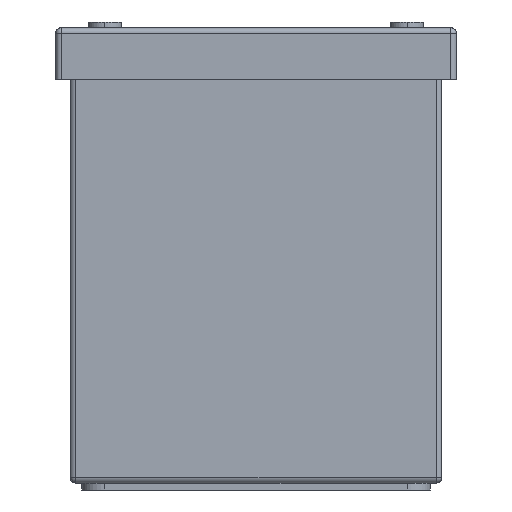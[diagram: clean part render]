
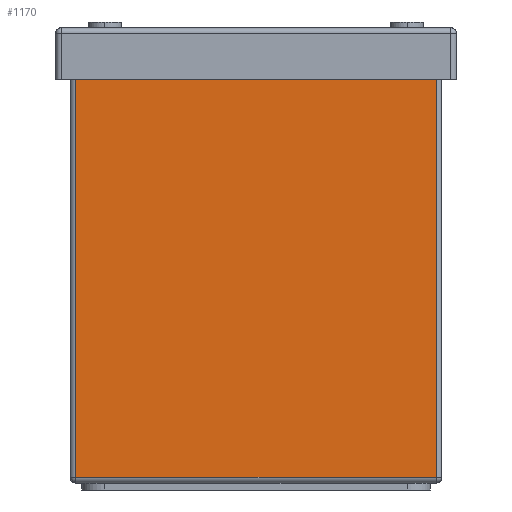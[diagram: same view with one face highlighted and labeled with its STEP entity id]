
A CAD part, left-side view. The second image highlights one B-rep face of the part: STEP entity #1170.
In plain terms, the highlighted planar face has unit normal (-1, 0, 0).
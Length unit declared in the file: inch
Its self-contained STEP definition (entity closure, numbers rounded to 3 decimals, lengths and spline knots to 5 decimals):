
#953 = CARTESIAN_POINT ( 'NONE',  ( 0., 3.94, 4.75 ) ) ;
#960 = CARTESIAN_POINT ( 'NONE',  ( 0., 3.94, 4.75 ) ) ;
#1166 = VERTEX_POINT ( 'NONE', #14660 ) ;
#1170 = ADVANCED_FACE ( 'NONE', ( #11226 ), #6691, .F. ) ;
#1520 = LINE ( 'NONE', #5377, #4582 ) ;
#1524 = AXIS2_PLACEMENT_3D ( 'NONE', #960, #12276, #14515 ) ;
#3514 = VECTOR ( 'NONE', #12636, 39.37008 ) ;
#4046 = LINE ( 'NONE', #8596, #6016 ) ;
#4089 = VERTEX_POINT ( 'NONE', #14590 ) ;
#4427 = VERTEX_POINT ( 'NONE', #8490 ) ;
#4582 = VECTOR ( 'NONE', #13428, 39.37008 ) ;
#5167 = EDGE_CURVE ( 'NONE', #8609, #1166, #7046, .T. ) ;
#5377 = CARTESIAN_POINT ( 'NONE',  ( 0., 3.94, 0.06 ) ) ;
#6016 = VECTOR ( 'NONE', #9920, 39.37008 ) ;
#6113 = EDGE_CURVE ( 'NONE', #4427, #4089, #13321, .T. ) ;
#6691 = PLANE ( 'NONE',  #1524 ) ;
#7046 = LINE ( 'NONE', #14124, #3514 ) ;
#7435 = DIRECTION ( 'NONE',  ( 0., 0., -1. ) ) ;
#8490 = CARTESIAN_POINT ( 'NONE',  ( 0., 3.94, 4.69 ) ) ;
#8596 = CARTESIAN_POINT ( 'NONE',  ( 0., 3.94, 4.69 ) ) ;
#8609 = VERTEX_POINT ( 'NONE', #9826 ) ;
#8875 = ORIENTED_EDGE ( 'NONE', *, *, #14287, .T. ) ;
#9826 = CARTESIAN_POINT ( 'NONE',  ( 0., 0.06, 4.69 ) ) ;
#9920 = DIRECTION ( 'NONE',  ( 0., 1., 0. ) ) ;
#10261 = ORIENTED_EDGE ( 'NONE', *, *, #5167, .F. ) ;
#11221 = EDGE_LOOP ( 'NONE', ( #10261, #8875, #11650, #13343 ) ) ;
#11226 = FACE_OUTER_BOUND ( 'NONE', #11221, .T. ) ;
#11650 = ORIENTED_EDGE ( 'NONE', *, *, #6113, .T. ) ;
#12276 = DIRECTION ( 'NONE',  ( 1., 0., 0. ) ) ;
#12533 = VECTOR ( 'NONE', #7435, 39.37008 ) ;
#12636 = DIRECTION ( 'NONE',  ( 0., 0., -1. ) ) ;
#13321 = LINE ( 'NONE', #953, #12533 ) ;
#13343 = ORIENTED_EDGE ( 'NONE', *, *, #14215, .T. ) ;
#13428 = DIRECTION ( 'NONE',  ( 0., -1., 0. ) ) ;
#14124 = CARTESIAN_POINT ( 'NONE',  ( 0., 0.06, 4.75 ) ) ;
#14215 = EDGE_CURVE ( 'NONE', #4089, #1166, #1520, .T. ) ;
#14287 = EDGE_CURVE ( 'NONE', #8609, #4427, #4046, .T. ) ;
#14515 = DIRECTION ( 'NONE',  ( 0., 1., 0. ) ) ;
#14590 = CARTESIAN_POINT ( 'NONE',  ( 0., 3.94, 0.06 ) ) ;
#14660 = CARTESIAN_POINT ( 'NONE',  ( 0., 0.06, 0.06 ) ) ;
